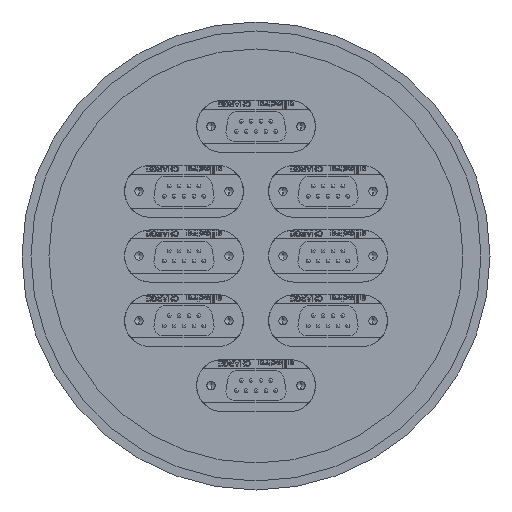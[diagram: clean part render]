
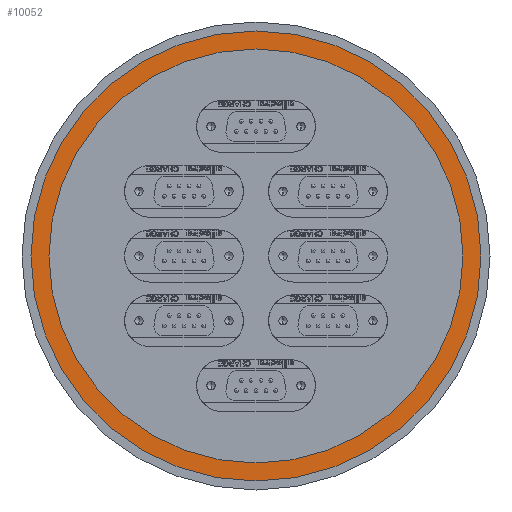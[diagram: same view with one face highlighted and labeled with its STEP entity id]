
A CAD part, front view. The second image highlights one B-rep face of the part: STEP entity #10052.
In plain terms, the highlighted planar face has unit normal (0, -1, 0).
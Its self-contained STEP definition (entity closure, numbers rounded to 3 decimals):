
#89 = DIRECTION ( 'NONE',  ( 0., 0., -1. ) ) ;
#745 = CARTESIAN_POINT ( 'NONE',  ( 0., -10., 0. ) ) ;
#818 = EDGE_CURVE ( 'NONE', #2694, #11420, #5922, .T. ) ;
#923 = DIRECTION ( 'NONE',  ( 0., -1., 0. ) ) ;
#1065 = CARTESIAN_POINT ( 'NONE',  ( 0., -10., -57.5 ) ) ;
#1957 = VERTEX_POINT ( 'NONE', #5664 ) ;
#1996 = FACE_BOUND ( 'NONE', #2866, .T. ) ;
#2328 = CARTESIAN_POINT ( 'NONE',  ( 0., -10., 0. ) ) ;
#2450 = CARTESIAN_POINT ( 'NONE',  ( 0., -10., 0. ) ) ;
#2664 = ORIENTED_EDGE ( 'NONE', *, *, #8203, .F. ) ;
#2694 = VERTEX_POINT ( 'NONE', #1065 ) ;
#2866 = EDGE_LOOP ( 'NONE', ( #4399, #2664 ) ) ;
#3193 = DIRECTION ( 'NONE',  ( 0., 0., -1. ) ) ;
#3224 = AXIS2_PLACEMENT_3D ( 'NONE', #10171, #923, #9262 ) ;
#3824 = EDGE_CURVE ( 'NONE', #11272, #1957, #10538, .T. ) ;
#3837 = FACE_OUTER_BOUND ( 'NONE', #9932, .T. ) ;
#4341 = AXIS2_PLACEMENT_3D ( 'NONE', #745, #9369, #6403 ) ;
#4399 = ORIENTED_EDGE ( 'NONE', *, *, #818, .F. ) ;
#4477 = DIRECTION ( 'NONE',  ( 0., 0., -1. ) ) ;
#4659 = ORIENTED_EDGE ( 'NONE', *, *, #3824, .T. ) ;
#5522 = CARTESIAN_POINT ( 'NONE',  ( 0., -10., 0. ) ) ;
#5557 = CARTESIAN_POINT ( 'NONE',  ( 0., -10., 57.5 ) ) ;
#5664 = CARTESIAN_POINT ( 'NONE',  ( 0., -10., 62.5 ) ) ;
#5922 = CIRCLE ( 'NONE', #7673, 57.5 ) ;
#6278 = AXIS2_PLACEMENT_3D ( 'NONE', #2328, #11748, #3193 ) ;
#6306 = DIRECTION ( 'NONE',  ( 0., -1., 0. ) ) ;
#6403 = DIRECTION ( 'NONE',  ( 0., 0., -1. ) ) ;
#6675 = AXIS2_PLACEMENT_3D ( 'NONE', #2450, #6306, #4477 ) ;
#7429 = EDGE_CURVE ( 'NONE', #1957, #11272, #9002, .T. ) ;
#7673 = AXIS2_PLACEMENT_3D ( 'NONE', #5522, #10255, #89 ) ;
#7860 = CIRCLE ( 'NONE', #6675, 57.5 ) ;
#8203 = EDGE_CURVE ( 'NONE', #11420, #2694, #7860, .T. ) ;
#8490 = CARTESIAN_POINT ( 'NONE',  ( 0., -10., -62.5 ) ) ;
#9002 = CIRCLE ( 'NONE', #4341, 62.5 ) ;
#9262 = DIRECTION ( 'NONE',  ( 0., 0., -1. ) ) ;
#9369 = DIRECTION ( 'NONE',  ( 0., -1., 0. ) ) ;
#9381 = PLANE ( 'NONE',  #3224 ) ;
#9932 = EDGE_LOOP ( 'NONE', ( #4659, #9998 ) ) ;
#9998 = ORIENTED_EDGE ( 'NONE', *, *, #7429, .T. ) ;
#10052 = ADVANCED_FACE ( 'NONE', ( #3837, #1996 ), #9381, .T. ) ;
#10171 = CARTESIAN_POINT ( 'NONE',  ( 0., -10., -62.5 ) ) ;
#10255 = DIRECTION ( 'NONE',  ( 0., -1., 0. ) ) ;
#10538 = CIRCLE ( 'NONE', #6278, 62.5 ) ;
#11272 = VERTEX_POINT ( 'NONE', #8490 ) ;
#11420 = VERTEX_POINT ( 'NONE', #5557 ) ;
#11748 = DIRECTION ( 'NONE',  ( 0., -1., 0. ) ) ;
